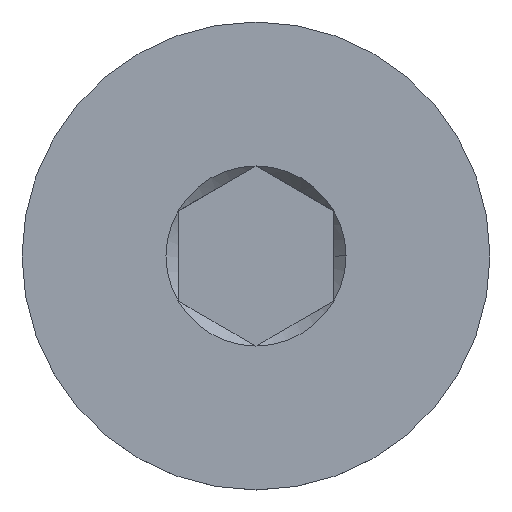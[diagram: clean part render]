
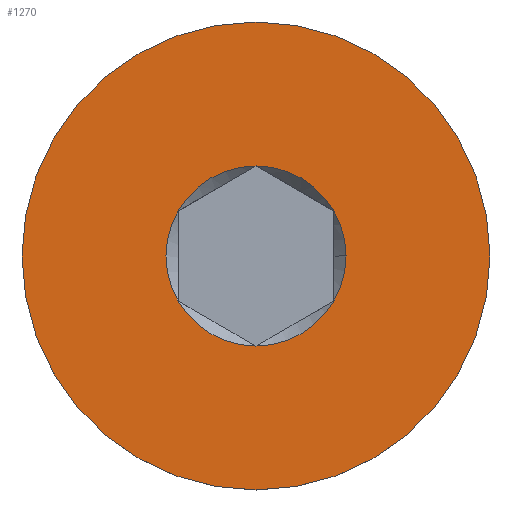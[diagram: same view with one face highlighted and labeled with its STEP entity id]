
A CAD part, top view. The second image highlights one B-rep face of the part: STEP entity #1270.
In plain terms, the highlighted planar face has unit normal (0, 0, 1).
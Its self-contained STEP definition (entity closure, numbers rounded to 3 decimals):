
#25 = CARTESIAN_POINT ( 'NONE',  ( 0., 0., 3. ) ) ;
#83 = ORIENTED_EDGE ( 'NONE', *, *, #842, .F. ) ;
#92 = DIRECTION ( 'NONE',  ( 0., 0., 1. ) ) ;
#101 = EDGE_CURVE ( 'NONE', #2406, #893, #1679, .T. ) ;
#112 = ORIENTED_EDGE ( 'NONE', *, *, #590, .F. ) ;
#115 = ORIENTED_EDGE ( 'NONE', *, *, #693, .F. ) ;
#137 = CARTESIAN_POINT ( 'NONE',  ( 1., 0.577, 3. ) ) ;
#162 = CARTESIAN_POINT ( 'NONE',  ( 0., 0., 3. ) ) ;
#167 = DIRECTION ( 'NONE',  ( 1., 0., 0. ) ) ;
#216 = DIRECTION ( 'NONE',  ( 0., 1., 0. ) ) ;
#231 = DIRECTION ( 'NONE',  ( 0., 0., -1. ) ) ;
#253 = VERTEX_POINT ( 'NONE', #2204 ) ;
#272 = EDGE_CURVE ( 'NONE', #2070, #2406, #973, .T. ) ;
#280 = AXIS2_PLACEMENT_3D ( 'NONE', #1442, #1622, #1832 ) ;
#289 = DIRECTION ( 'NONE',  ( 1., 0., 0. ) ) ;
#340 = CARTESIAN_POINT ( 'NONE',  ( 0., 0., 3. ) ) ;
#399 = CIRCLE ( 'NONE', #593, 1.155 ) ;
#407 = VERTEX_POINT ( 'NONE', #742 ) ;
#430 = VERTEX_POINT ( 'NONE', #1108 ) ;
#582 = AXIS2_PLACEMENT_3D ( 'NONE', #25, #231, #1722 ) ;
#590 = EDGE_CURVE ( 'NONE', #893, #2409, #1212, .T. ) ;
#593 = AXIS2_PLACEMENT_3D ( 'NONE', #340, #1839, #1286 ) ;
#693 = EDGE_CURVE ( 'NONE', #2409, #253, #739, .T. ) ;
#726 = CARTESIAN_POINT ( 'NONE',  ( 0., 1.155, 3. ) ) ;
#739 = CIRCLE ( 'NONE', #1416, 1.155 ) ;
#742 = CARTESIAN_POINT ( 'NONE',  ( 0., -3., 3. ) ) ;
#782 = EDGE_LOOP ( 'NONE', ( #1224, #2085, #1559, #1739, #115, #112, #1182 ) ) ;
#842 = EDGE_CURVE ( 'NONE', #1987, #407, #1980, .T. ) ;
#882 = EDGE_CURVE ( 'NONE', #407, #1987, #1490, .T. ) ;
#893 = VERTEX_POINT ( 'NONE', #1530 ) ;
#913 = CIRCLE ( 'NONE', #280, 1.155 ) ;
#963 = CARTESIAN_POINT ( 'NONE',  ( 0., 0., 3. ) ) ;
#973 = CIRCLE ( 'NONE', #1948, 1.155 ) ;
#979 = ORIENTED_EDGE ( 'NONE', *, *, #882, .F. ) ;
#1064 = DIRECTION ( 'NONE',  ( 0., -1., 0. ) ) ;
#1108 = CARTESIAN_POINT ( 'NONE',  ( 1.155, 0., 3. ) ) ;
#1127 = CARTESIAN_POINT ( 'NONE',  ( 0., 0., 3. ) ) ;
#1167 = VERTEX_POINT ( 'NONE', #2154 ) ;
#1182 = ORIENTED_EDGE ( 'NONE', *, *, #101, .F. ) ;
#1204 = CARTESIAN_POINT ( 'NONE',  ( 0., 3., 3. ) ) ;
#1212 = CIRCLE ( 'NONE', #1749, 1.155 ) ;
#1224 = ORIENTED_EDGE ( 'NONE', *, *, #272, .F. ) ;
#1238 = DIRECTION ( 'NONE',  ( 0., 0., 1. ) ) ;
#1264 = DIRECTION ( 'NONE',  ( 0., 0., 1. ) ) ;
#1270 = ADVANCED_FACE ( 'NONE', ( #2428, #1339 ), #1803, .T. ) ;
#1284 = EDGE_CURVE ( 'NONE', #1167, #430, #913, .T. ) ;
#1286 = DIRECTION ( 'NONE',  ( 1., 0., 0. ) ) ;
#1292 = AXIS2_PLACEMENT_3D ( 'NONE', #963, #2268, #216 ) ;
#1339 = FACE_OUTER_BOUND ( 'NONE', #1959, .T. ) ;
#1359 = EDGE_CURVE ( 'NONE', #430, #2070, #1550, .T. ) ;
#1394 = DIRECTION ( 'NONE',  ( 1., 0., 0. ) ) ;
#1415 = DIRECTION ( 'NONE',  ( 0., 0., 1. ) ) ;
#1416 = AXIS2_PLACEMENT_3D ( 'NONE', #2330, #92, #1394 ) ;
#1442 = CARTESIAN_POINT ( 'NONE',  ( 0., 0., 3. ) ) ;
#1490 = CIRCLE ( 'NONE', #1292, 3. ) ;
#1517 = DIRECTION ( 'NONE',  ( 0., 0., 1. ) ) ;
#1530 = CARTESIAN_POINT ( 'NONE',  ( -1., 0.577, 3. ) ) ;
#1550 = CIRCLE ( 'NONE', #2000, 1.155 ) ;
#1559 = ORIENTED_EDGE ( 'NONE', *, *, #1284, .F. ) ;
#1613 = DIRECTION ( 'NONE',  ( 1., 0., 0. ) ) ;
#1622 = DIRECTION ( 'NONE',  ( 0., 0., 1. ) ) ;
#1679 = CIRCLE ( 'NONE', #2084, 1.155 ) ;
#1722 = DIRECTION ( 'NONE',  ( 0., 1., 0. ) ) ;
#1739 = ORIENTED_EDGE ( 'NONE', *, *, #2247, .F. ) ;
#1749 = AXIS2_PLACEMENT_3D ( 'NONE', #162, #1264, #2386 ) ;
#1795 = AXIS2_PLACEMENT_3D ( 'NONE', #2173, #1238, #1064 ) ;
#1803 = PLANE ( 'NONE',  #1795 ) ;
#1809 = CARTESIAN_POINT ( 'NONE',  ( 0., 0., 3. ) ) ;
#1832 = DIRECTION ( 'NONE',  ( 1., 0., 0. ) ) ;
#1839 = DIRECTION ( 'NONE',  ( 0., 0., 1. ) ) ;
#1857 = CARTESIAN_POINT ( 'NONE',  ( 0., 0., 3. ) ) ;
#1948 = AXIS2_PLACEMENT_3D ( 'NONE', #1127, #1517, #1613 ) ;
#1959 = EDGE_LOOP ( 'NONE', ( #83, #979 ) ) ;
#1980 = CIRCLE ( 'NONE', #582, 3. ) ;
#1987 = VERTEX_POINT ( 'NONE', #1204 ) ;
#2000 = AXIS2_PLACEMENT_3D ( 'NONE', #1857, #2225, #167 ) ;
#2070 = VERTEX_POINT ( 'NONE', #137 ) ;
#2077 = CARTESIAN_POINT ( 'NONE',  ( -1., -0.577, 3. ) ) ;
#2084 = AXIS2_PLACEMENT_3D ( 'NONE', #1809, #1415, #289 ) ;
#2085 = ORIENTED_EDGE ( 'NONE', *, *, #1359, .F. ) ;
#2154 = CARTESIAN_POINT ( 'NONE',  ( 1., -0.577, 3. ) ) ;
#2173 = CARTESIAN_POINT ( 'NONE',  ( 0., 0., 3. ) ) ;
#2204 = CARTESIAN_POINT ( 'NONE',  ( 0., -1.155, 3. ) ) ;
#2225 = DIRECTION ( 'NONE',  ( 0., 0., 1. ) ) ;
#2247 = EDGE_CURVE ( 'NONE', #253, #1167, #399, .T. ) ;
#2268 = DIRECTION ( 'NONE',  ( 0., 0., -1. ) ) ;
#2330 = CARTESIAN_POINT ( 'NONE',  ( 0., 0., 3. ) ) ;
#2386 = DIRECTION ( 'NONE',  ( 1., 0., 0. ) ) ;
#2406 = VERTEX_POINT ( 'NONE', #726 ) ;
#2409 = VERTEX_POINT ( 'NONE', #2077 ) ;
#2428 = FACE_BOUND ( 'NONE', #782, .T. ) ;
